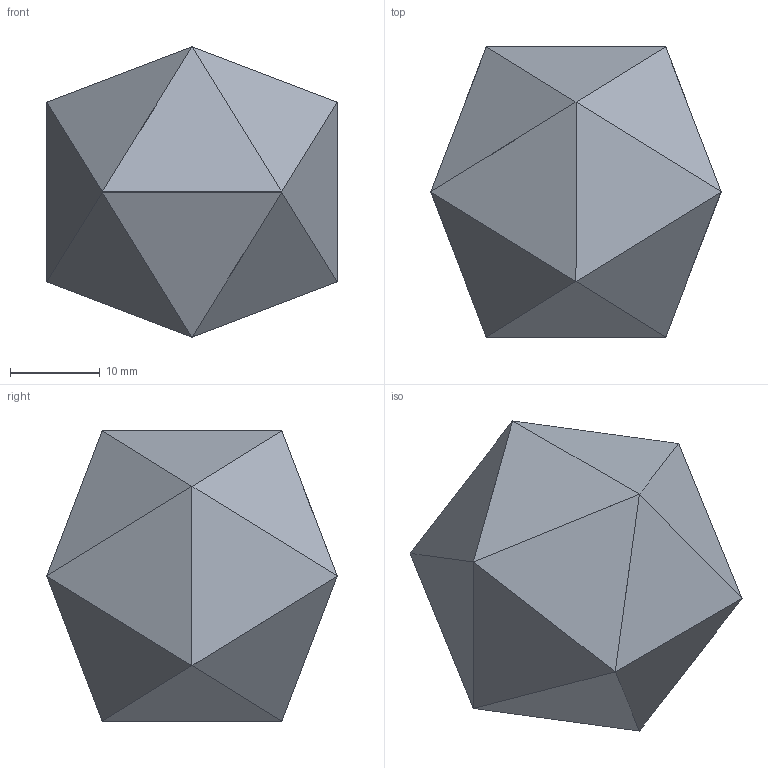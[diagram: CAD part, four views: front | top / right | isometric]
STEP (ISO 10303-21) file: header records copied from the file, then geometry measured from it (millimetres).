
FILE_DESCRIPTION(/* description */ (''),/* implementation_level */ '2;1');
FILE_NAME(/* name */ 'D20.stp',/* time_stamp */ '2020-05-10T20:56:54-07:00',/* author */ ('Jorian Brusind'),/* organization */ (''),/* preprocessor_version */ 'ST-DEVELOPER v17.2',/* originating_system */ 'Autodesk Inventor 2019',/* authorisation */ '');
FILE_SCHEMA (('AUTOMOTIVE_DESIGN { 1 0 10303 214 3 1 1 }'));
Length unit declared in the file: millimetre
Products named in the file (1): D20
Bounding box: 32.36 x 32.36 x 32.36 mm (x, y, z)
Volume: 17453.3 mm3; surface area: 9377.1 mm2
Topology: 5 solids, 5 shells, 70 faces, 178 edges, 156 vertices
Faces by surface type: plane 70
Entity records: 1917 total; most frequent: CARTESIAN_POINT 367, DIRECTION 282, ORIENTED_EDGE 280, LINE 140, VECTOR 140, EDGE_CURVE 140, VERTEX_POINT 80, AXIS2_PLACEMENT_3D 71
